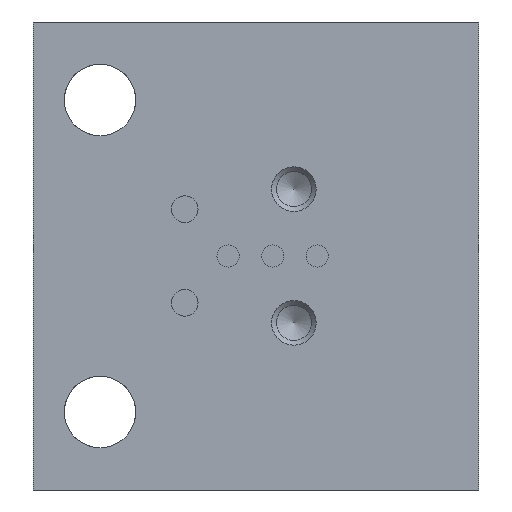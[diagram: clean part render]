
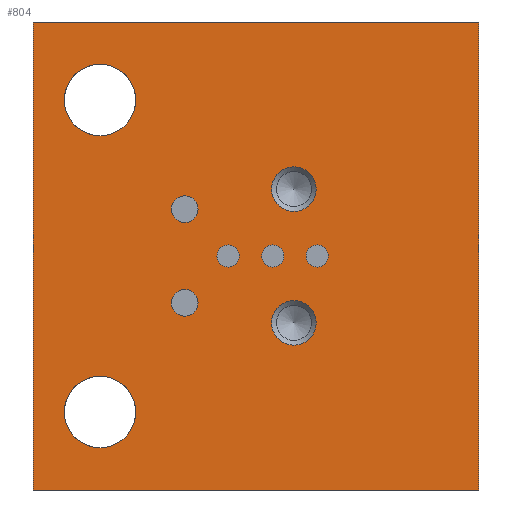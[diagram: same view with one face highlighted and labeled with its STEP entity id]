
A CAD part, left-side view. The second image highlights one B-rep face of the part: STEP entity #804.
In plain terms, the highlighted planar face has unit normal (-1, 0, 0).
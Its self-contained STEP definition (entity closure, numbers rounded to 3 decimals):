
#72=CIRCLE('',#898,0.6);
#73=CIRCLE('',#899,0.6);
#74=CIRCLE('',#900,1.);
#75=CIRCLE('',#901,1.);
#76=CIRCLE('',#902,0.5);
#77=CIRCLE('',#903,0.5);
#78=CIRCLE('',#904,0.5);
#79=CIRCLE('',#905,1.6);
#80=CIRCLE('',#906,1.6);
#189=ORIENTED_EDGE('',*,*,#349,.T.);
#190=ORIENTED_EDGE('',*,*,#350,.T.);
#191=ORIENTED_EDGE('',*,*,#351,.F.);
#192=ORIENTED_EDGE('',*,*,#352,.F.);
#193=ORIENTED_EDGE('',*,*,#353,.T.);
#194=ORIENTED_EDGE('',*,*,#354,.T.);
#195=ORIENTED_EDGE('',*,*,#355,.T.);
#196=ORIENTED_EDGE('',*,*,#356,.T.);
#197=ORIENTED_EDGE('',*,*,#357,.T.);
#198=ORIENTED_EDGE('',*,*,#346,.F.);
#199=ORIENTED_EDGE('',*,*,#348,.F.);
#200=ORIENTED_EDGE('',*,*,#341,.T.);
#201=ORIENTED_EDGE('',*,*,#358,.T.);
#341=EDGE_CURVE('',#422,#421,#497,.T.);
#346=EDGE_CURVE('',#425,#426,#500,.T.);
#348=EDGE_CURVE('',#422,#425,#502,.T.);
#349=EDGE_CURVE('',#427,#427,#72,.T.);
#350=EDGE_CURVE('',#428,#428,#73,.T.);
#351=EDGE_CURVE('',#429,#429,#74,.T.);
#352=EDGE_CURVE('',#430,#430,#75,.T.);
#353=EDGE_CURVE('',#431,#431,#76,.T.);
#354=EDGE_CURVE('',#432,#432,#77,.T.);
#355=EDGE_CURVE('',#433,#433,#78,.T.);
#356=EDGE_CURVE('',#434,#434,#79,.T.);
#357=EDGE_CURVE('',#435,#435,#80,.T.);
#358=EDGE_CURVE('',#421,#426,#503,.T.);
#421=VERTEX_POINT('',#1345);
#422=VERTEX_POINT('',#1347);
#425=VERTEX_POINT('',#1355);
#426=VERTEX_POINT('',#1357);
#427=VERTEX_POINT('',#1363);
#428=VERTEX_POINT('',#1365);
#429=VERTEX_POINT('',#1367);
#430=VERTEX_POINT('',#1369);
#431=VERTEX_POINT('',#1371);
#432=VERTEX_POINT('',#1373);
#433=VERTEX_POINT('',#1375);
#434=VERTEX_POINT('',#1377);
#435=VERTEX_POINT('',#1379);
#497=LINE('',#1346,#524);
#500=LINE('',#1356,#527);
#502=LINE('',#1360,#529);
#503=LINE('',#1380,#530);
#524=VECTOR('',#1064,1000.);
#527=VECTOR('',#1073,1000.);
#529=VECTOR('',#1077,1000.);
#530=VECTOR('',#1098,1000.);
#546=EDGE_LOOP('',(#189));
#547=EDGE_LOOP('',(#190));
#548=EDGE_LOOP('',(#191));
#549=EDGE_LOOP('',(#192));
#550=EDGE_LOOP('',(#193));
#551=EDGE_LOOP('',(#194));
#552=EDGE_LOOP('',(#195));
#553=EDGE_LOOP('',(#196));
#554=EDGE_LOOP('',(#197));
#555=EDGE_LOOP('',(#198,#199,#200,#201));
#663=FACE_BOUND('',#546,.T.);
#664=FACE_BOUND('',#547,.T.);
#665=FACE_BOUND('',#548,.T.);
#666=FACE_BOUND('',#549,.T.);
#667=FACE_BOUND('',#550,.T.);
#668=FACE_BOUND('',#551,.T.);
#669=FACE_BOUND('',#552,.T.);
#670=FACE_BOUND('',#553,.T.);
#671=FACE_BOUND('',#554,.T.);
#672=FACE_BOUND('',#555,.T.);
#779=PLANE('',#897);
#804=ADVANCED_FACE('',(#663,#664,#665,#666,#667,#668,#669,#670,#671,#672),
#779,.T.);
#897=AXIS2_PLACEMENT_3D('',#1361,#1078,#1079);
#898=AXIS2_PLACEMENT_3D('',#1362,#1080,#1081);
#899=AXIS2_PLACEMENT_3D('',#1364,#1082,#1083);
#900=AXIS2_PLACEMENT_3D('',#1366,#1084,#1085);
#901=AXIS2_PLACEMENT_3D('',#1368,#1086,#1087);
#902=AXIS2_PLACEMENT_3D('',#1370,#1088,#1089);
#903=AXIS2_PLACEMENT_3D('',#1372,#1090,#1091);
#904=AXIS2_PLACEMENT_3D('',#1374,#1092,#1093);
#905=AXIS2_PLACEMENT_3D('',#1376,#1094,#1095);
#906=AXIS2_PLACEMENT_3D('',#1378,#1096,#1097);
#1064=DIRECTION('',(0.,-1.,0.));
#1073=DIRECTION('',(0.,-1.,0.));
#1077=DIRECTION('',(0.,0.,1.));
#1078=DIRECTION('',(-1.,0.,0.));
#1079=DIRECTION('',(0.,0.,1.));
#1080=DIRECTION('',(1.,0.,0.));
#1081=DIRECTION('',(0.,0.,-1.));
#1082=DIRECTION('',(1.,0.,0.));
#1083=DIRECTION('',(0.,0.,-1.));
#1084=DIRECTION('',(-1.,0.,0.));
#1085=DIRECTION('',(0.,0.,1.));
#1086=DIRECTION('',(-1.,0.,0.));
#1087=DIRECTION('',(0.,0.,1.));
#1088=DIRECTION('',(1.,0.,0.));
#1089=DIRECTION('',(0.,0.,-1.));
#1090=DIRECTION('',(1.,0.,0.));
#1091=DIRECTION('',(0.,0.,-1.));
#1092=DIRECTION('',(1.,0.,0.));
#1093=DIRECTION('',(0.,0.,-1.));
#1094=DIRECTION('',(1.,0.,0.));
#1095=DIRECTION('',(0.,0.,-1.));
#1096=DIRECTION('',(1.,0.,0.));
#1097=DIRECTION('',(0.,0.,-1.));
#1098=DIRECTION('',(0.,0.,1.));
#1345=CARTESIAN_POINT('',(-7.,0.,-21.));
#1346=CARTESIAN_POINT('',(-7.,20.,-21.));
#1347=CARTESIAN_POINT('',(-7.,20.,-21.));
#1355=CARTESIAN_POINT('',(-7.,20.,0.));
#1356=CARTESIAN_POINT('',(-7.,20.,0.));
#1357=CARTESIAN_POINT('',(-7.,0.,0.));
#1360=CARTESIAN_POINT('',(-7.,20.,-21.));
#1361=CARTESIAN_POINT('',(-7.,20.,-21.));
#1362=CARTESIAN_POINT('',(-7.,13.2,-8.4));
#1363=CARTESIAN_POINT('',(-7.,13.2,-9.));
#1364=CARTESIAN_POINT('',(-7.,13.2,-12.6));
#1365=CARTESIAN_POINT('',(-7.,13.2,-13.2));
#1366=CARTESIAN_POINT('',(-7.,8.3,-13.5));
#1367=CARTESIAN_POINT('',(-7.,8.3,-12.5));
#1368=CARTESIAN_POINT('',(-7.,8.3,-7.5));
#1369=CARTESIAN_POINT('',(-7.,8.3,-6.5));
#1370=CARTESIAN_POINT('',(-7.,11.25,-10.5));
#1371=CARTESIAN_POINT('',(-7.,11.25,-11.));
#1372=CARTESIAN_POINT('',(-7.,9.25,-10.5));
#1373=CARTESIAN_POINT('',(-7.,9.25,-11.));
#1374=CARTESIAN_POINT('',(-7.,7.25,-10.5));
#1375=CARTESIAN_POINT('',(-7.,7.25,-11.));
#1376=CARTESIAN_POINT('',(-7.,17.,-17.5));
#1377=CARTESIAN_POINT('',(-7.,17.,-19.1));
#1378=CARTESIAN_POINT('',(-7.,17.,-3.5));
#1379=CARTESIAN_POINT('',(-7.,17.,-5.1));
#1380=CARTESIAN_POINT('',(-7.,0.,-21.));
